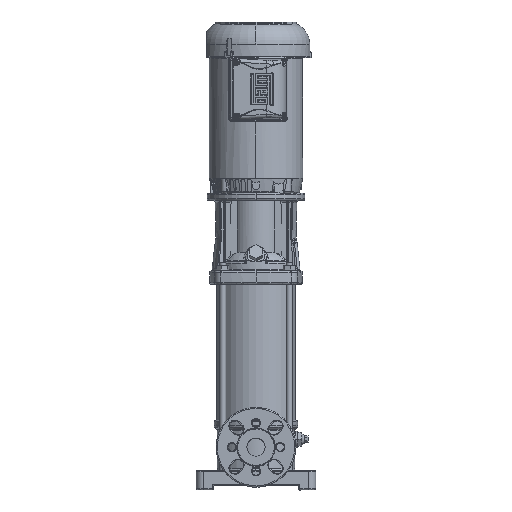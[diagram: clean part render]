
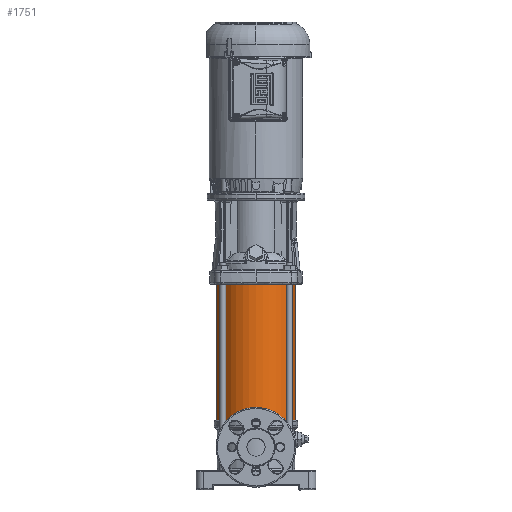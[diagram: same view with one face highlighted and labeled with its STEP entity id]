
A CAD part, top view. The second image highlights one B-rep face of the part: STEP entity #1751.
In plain terms, the highlighted cylindrical face has radius 68.75 mm (diameter 137.5 mm), a partial arc.
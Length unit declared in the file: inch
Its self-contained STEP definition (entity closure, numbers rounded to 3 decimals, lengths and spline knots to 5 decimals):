
#1751 = ADVANCED_FACE ( 'NONE', ( #13314 ), #33374, .T. ) ;
#2672 = EDGE_CURVE ( 'NONE', #44568, #68947, #111232, .T. ) ;
#4211 = ORIENTED_EDGE ( 'NONE', *, *, #2672, .T. ) ;
#4299 = CARTESIAN_POINT ( 'NONE',  ( 0., 9.90945, 0. ) ) ;
#4636 = AXIS2_PLACEMENT_3D ( 'NONE', #4299, #8054, #101606 ) ;
#8054 = DIRECTION ( 'NONE',  ( 0., 1., 0. ) ) ;
#8290 = EDGE_LOOP ( 'NONE', ( #103043, #4211, #111167, #68918 ) ) ;
#9773 = LINE ( 'NONE', #38455, #88606 ) ;
#10453 = DIRECTION ( 'NONE',  ( 0., -1., 0. ) ) ;
#13314 = FACE_OUTER_BOUND ( 'NONE', #8290, .T. ) ;
#24885 = CARTESIAN_POINT ( 'NONE',  ( 0., 1.85827, -2.70669 ) ) ;
#25216 = CARTESIAN_POINT ( 'NONE',  ( 0., 1.85827, 0. ) ) ;
#28158 = CARTESIAN_POINT ( 'NONE',  ( 0., 1.85827, 2.70669 ) ) ;
#28955 = CARTESIAN_POINT ( 'NONE',  ( 0., 11.27953, 0. ) ) ;
#29913 = VECTOR ( 'NONE', #77940, 39.37008 ) ;
#33374 = CYLINDRICAL_SURFACE ( 'NONE', #4636, 2.70669 ) ;
#38455 = CARTESIAN_POINT ( 'NONE',  ( 0., 9.90945, 2.70669 ) ) ;
#44568 = VERTEX_POINT ( 'NONE', #24885 ) ;
#48428 = EDGE_CURVE ( 'NONE', #69893, #64734, #93999, .T. ) ;
#49269 = CARTESIAN_POINT ( 'NONE',  ( 0., 11.27953, 2.70669 ) ) ;
#56319 = CARTESIAN_POINT ( 'NONE',  ( 0., 11.27953, -2.70669 ) ) ;
#64734 = VERTEX_POINT ( 'NONE', #56319 ) ;
#68918 = ORIENTED_EDGE ( 'NONE', *, *, #48428, .T. ) ;
#68947 = VERTEX_POINT ( 'NONE', #28158 ) ;
#69893 = VERTEX_POINT ( 'NONE', #49269 ) ;
#71582 = AXIS2_PLACEMENT_3D ( 'NONE', #25216, #95671, #95108 ) ;
#73876 = EDGE_CURVE ( 'NONE', #68947, #69893, #9773, .T. ) ;
#77940 = DIRECTION ( 'NONE',  ( 0., 1., 0. ) ) ;
#80167 = DIRECTION ( 'NONE',  ( 0., 1., 0. ) ) ;
#86392 = CARTESIAN_POINT ( 'NONE',  ( 0., 9.90945, -2.70669 ) ) ;
#88606 = VECTOR ( 'NONE', #80167, 39.37008 ) ;
#88989 = EDGE_CURVE ( 'NONE', #44568, #64734, #110629, .T. ) ;
#93999 = CIRCLE ( 'NONE', #110150, 2.70669 ) ;
#95108 = DIRECTION ( 'NONE',  ( 0., 0., 1. ) ) ;
#95671 = DIRECTION ( 'NONE',  ( 0., 1., 0. ) ) ;
#96650 = DIRECTION ( 'NONE',  ( 0., 0., -1. ) ) ;
#101606 = DIRECTION ( 'NONE',  ( 0., 0., 1. ) ) ;
#103043 = ORIENTED_EDGE ( 'NONE', *, *, #88989, .F. ) ;
#110150 = AXIS2_PLACEMENT_3D ( 'NONE', #28955, #10453, #96650 ) ;
#110629 = LINE ( 'NONE', #86392, #29913 ) ;
#111167 = ORIENTED_EDGE ( 'NONE', *, *, #73876, .T. ) ;
#111232 = CIRCLE ( 'NONE', #71582, 2.70669 ) ;
